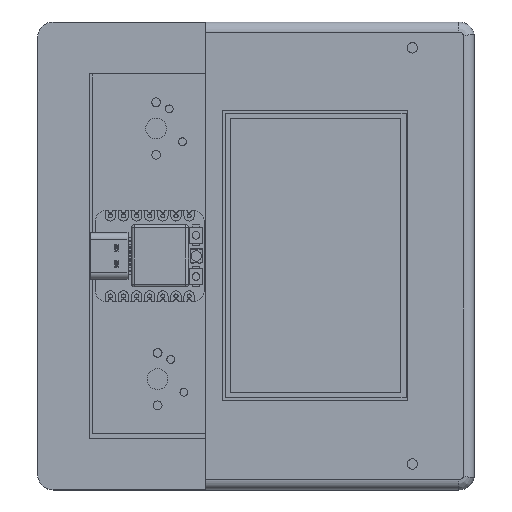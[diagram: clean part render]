
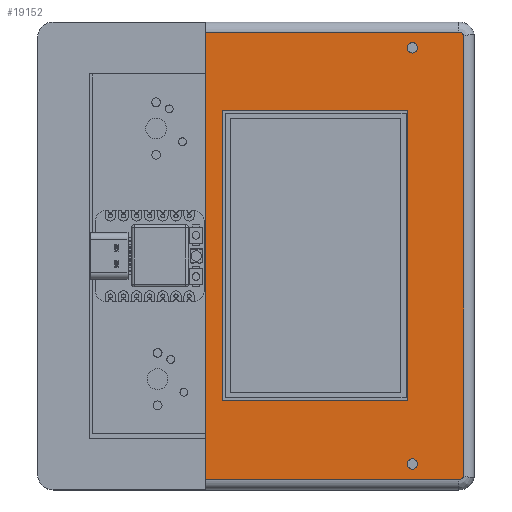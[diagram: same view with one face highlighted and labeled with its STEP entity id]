
A CAD part, top view. The second image highlights one B-rep face of the part: STEP entity #19152.
In plain terms, the highlighted planar face has unit normal (0, 0, 1).
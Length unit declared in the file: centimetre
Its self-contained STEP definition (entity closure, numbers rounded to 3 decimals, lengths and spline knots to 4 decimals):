
#228=FACE_BOUND('',#3511,.T.);
#229=FACE_BOUND('',#3512,.T.);
#230=FACE_BOUND('',#3513,.T.);
#776=CIRCLE('',#20794,0.1);
#779=CIRCLE('',#20799,0.1);
#782=CIRCLE('',#20804,0.1);
#783=CIRCLE('',#20805,0.1);
#2294=FACE_OUTER_BOUND('',#3510,.T.);
#3510=EDGE_LOOP('',(#17313,#17314,#17315,#17316,#17317,#17318));
#3511=EDGE_LOOP('',(#17319,#17320,#17321,#17322));
#3512=EDGE_LOOP('',(#17323));
#3513=EDGE_LOOP('',(#17324));
#5615=LINE('',#31569,#7727);
#5618=LINE('',#31594,#7730);
#5619=LINE('',#31610,#7731);
#5621=LINE('',#31613,#7733);
#5622=LINE('',#31616,#7734);
#5623=LINE('',#31618,#7735);
#5624=LINE('',#31620,#7736);
#5625=LINE('',#31621,#7737);
#7727=VECTOR('',#25984,1.);
#7730=VECTOR('',#25993,1.);
#7731=VECTOR('',#26002,1.);
#7733=VECTOR('',#26006,1.);
#7734=VECTOR('',#26007,1.);
#7735=VECTOR('',#26008,1.);
#7736=VECTOR('',#26009,1.);
#7737=VECTOR('',#26010,1.);
#9447=VERTEX_POINT('',#31549);
#9448=VERTEX_POINT('',#31551);
#9449=VERTEX_POINT('',#31568);
#9451=VERTEX_POINT('',#31587);
#9454=VERTEX_POINT('',#31592);
#9456=VERTEX_POINT('',#31608);
#9457=VERTEX_POINT('',#31614);
#9458=VERTEX_POINT('',#31615);
#9459=VERTEX_POINT('',#31617);
#9460=VERTEX_POINT('',#31619);
#9461=VERTEX_POINT('',#31622);
#9462=VERTEX_POINT('',#31624);
#12067=EDGE_CURVE('',#9447,#9448,#776,.T.);
#12069=EDGE_CURVE('',#9448,#9449,#5615,.T.);
#12075=EDGE_CURVE('',#9454,#9451,#5618,.T.);
#12076=EDGE_CURVE('',#9449,#9454,#779,.T.);
#12079=EDGE_CURVE('',#9456,#9447,#5619,.T.);
#12081=EDGE_CURVE('',#9456,#9451,#5621,.T.);
#12082=EDGE_CURVE('',#9457,#9458,#5622,.T.);
#12083=EDGE_CURVE('',#9458,#9459,#5623,.T.);
#12084=EDGE_CURVE('',#9459,#9460,#5624,.T.);
#12085=EDGE_CURVE('',#9460,#9457,#5625,.T.);
#12086=EDGE_CURVE('',#9461,#9461,#782,.T.);
#12087=EDGE_CURVE('',#9462,#9462,#783,.T.);
#17313=ORIENTED_EDGE('',*,*,#12075,.F.);
#17314=ORIENTED_EDGE('',*,*,#12076,.F.);
#17315=ORIENTED_EDGE('',*,*,#12069,.F.);
#17316=ORIENTED_EDGE('',*,*,#12067,.F.);
#17317=ORIENTED_EDGE('',*,*,#12079,.F.);
#17318=ORIENTED_EDGE('',*,*,#12081,.T.);
#17319=ORIENTED_EDGE('',*,*,#12082,.T.);
#17320=ORIENTED_EDGE('',*,*,#12083,.T.);
#17321=ORIENTED_EDGE('',*,*,#12084,.T.);
#17322=ORIENTED_EDGE('',*,*,#12085,.T.);
#17323=ORIENTED_EDGE('',*,*,#12086,.T.);
#17324=ORIENTED_EDGE('',*,*,#12087,.T.);
#18117=PLANE('',#20803);
#19152=ADVANCED_FACE('',(#2294,#228,#229,#230),#18117,.T.);
#20794=AXIS2_PLACEMENT_3D('',#31552,#25980,#25981);
#20799=AXIS2_PLACEMENT_3D('',#31604,#25994,#25995);
#20803=AXIS2_PLACEMENT_3D('',#31612,#26004,#26005);
#20804=AXIS2_PLACEMENT_3D('',#31623,#26011,#26012);
#20805=AXIS2_PLACEMENT_3D('',#31625,#26013,#26014);
#25980=DIRECTION('center_axis',(0.,0.,-1.));
#25981=DIRECTION('ref_axis',(0.627,0.779,0.));
#25984=DIRECTION('',(0.,-1.,0.));
#25993=DIRECTION('',(-1.,0.,0.));
#25994=DIRECTION('center_axis',(0.,0.,-1.));
#25995=DIRECTION('ref_axis',(0.627,-0.779,0.));
#26002=DIRECTION('',(1.,0.,0.));
#26004=DIRECTION('center_axis',(0.,0.,1.));
#26005=DIRECTION('ref_axis',(-1.,0.,0.));
#26006=DIRECTION('',(0.,-1.,0.));
#26007=DIRECTION('',(0.,-1.,0.));
#26008=DIRECTION('',(-1.,0.,0.));
#26009=DIRECTION('',(0.,1.,0.));
#26010=DIRECTION('',(1.,0.,0.));
#26011=DIRECTION('center_axis',(0.,0.,-1.));
#26012=DIRECTION('ref_axis',(-1.,0.,0.));
#26013=DIRECTION('center_axis',(0.,0.,-1.));
#26014=DIRECTION('ref_axis',(-1.,0.,0.));
#31549=CARTESIAN_POINT('',(-6.5816,15.3763,2.5));
#31551=CARTESIAN_POINT('',(-6.4885,15.3129,2.5));
#31552=CARTESIAN_POINT('Origin',(-6.5816,15.2763,2.5));
#31568=CARTESIAN_POINT('',(-6.4885,6.7897,2.5));
#31569=CARTESIAN_POINT('',(-6.4885,8.9067,2.5));
#31587=CARTESIAN_POINT('',(-11.4753,6.7263,2.5));
#31592=CARTESIAN_POINT('',(-6.5816,6.7263,2.5));
#31594=CARTESIAN_POINT('',(-10.1786,6.7263,2.5));
#31604=CARTESIAN_POINT('Origin',(-6.5816,6.8263,2.5));
#31608=CARTESIAN_POINT('',(-11.4753,15.3763,2.5));
#31610=CARTESIAN_POINT('',(-7.7318,15.3763,2.5));
#31612=CARTESIAN_POINT('Origin',(-8.8819,11.0513,2.5));
#31613=CARTESIAN_POINT('',(-11.4753,6.5263,2.5));
#31614=CARTESIAN_POINT('',(-7.57,13.87,2.5));
#31615=CARTESIAN_POINT('',(-7.57,8.25,2.5));
#31616=CARTESIAN_POINT('',(-7.57,8.25,2.5));
#31617=CARTESIAN_POINT('',(-11.15,8.25,2.5));
#31618=CARTESIAN_POINT('',(-11.15,8.25,2.5));
#31619=CARTESIAN_POINT('',(-11.15,13.87,2.5));
#31620=CARTESIAN_POINT('',(-11.15,13.87,2.5));
#31621=CARTESIAN_POINT('',(-7.57,13.87,2.5));
#31622=CARTESIAN_POINT('',(-7.3816,7.0263,2.5));
#31623=CARTESIAN_POINT('Origin',(-7.4816,7.0263,2.5));
#31624=CARTESIAN_POINT('',(-7.3816,15.0763,2.5));
#31625=CARTESIAN_POINT('Origin',(-7.4816,15.0763,2.5));
